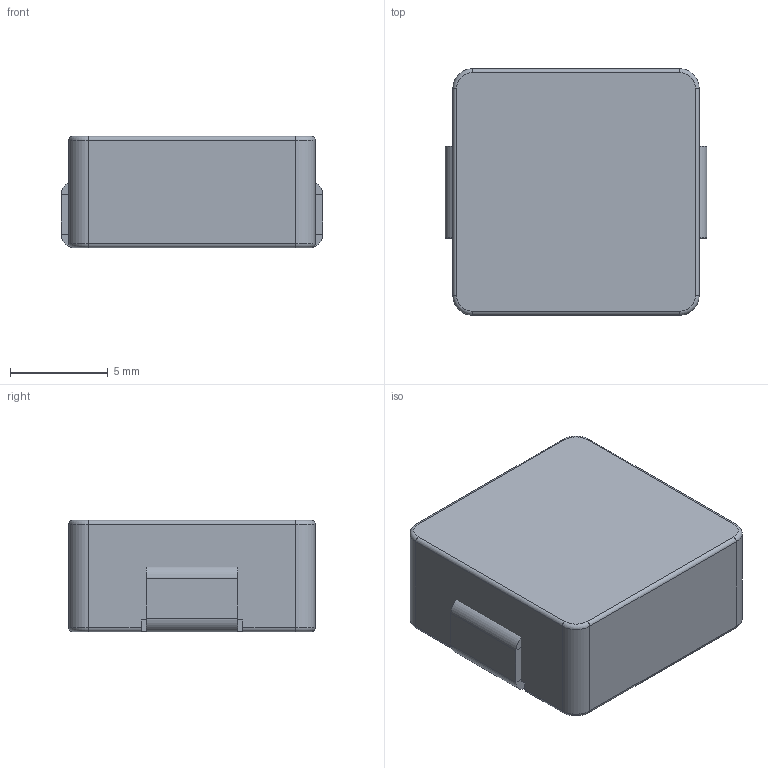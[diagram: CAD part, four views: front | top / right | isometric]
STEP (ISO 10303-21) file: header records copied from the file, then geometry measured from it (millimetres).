
FILE_DESCRIPTION(('FreeCAD Model'),'2;1');
FILE_NAME('TMPA1206.step','2023-05-27T14:16:16',( 'Author'),(''),'Open CASCADE STEP processor 7.3','FreeCAD','Unknown' );
FILE_SCHEMA(('AUTOMOTIVE_DESIGN { 1 0 10303 214 1 1 1 1 }'));
Length unit declared in the file: millimetre
Products named in the file (3): Part; Body; Pin
Assembly tree (2 placements, depth 2):
  Part
    Body
    Pin
Bounding box: 13.4 x 12.6 x 5.7 mm (x, y, z)
Volume: 937.3 mm3; surface area: 833.9 mm2
Topology: 2 solids, 2 shells, 74 faces, 162 edges, 92 vertices
Faces by surface type: plane 44, cylinder 22, torus 8
Entity records: 4152 total; most frequent: DIRECTION 690, CARTESIAN_POINT 667, LINE 406, VECTOR 406, ORIENTED_EDGE 324, PCURVE 324, DEFINITIONAL_REPRESENTATION 324, EDGE_CURVE 162
